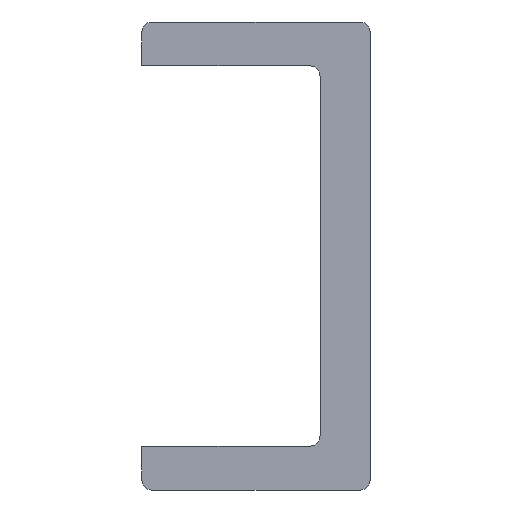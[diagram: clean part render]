
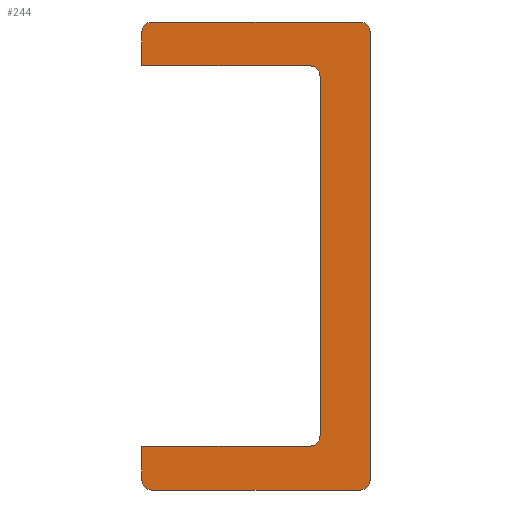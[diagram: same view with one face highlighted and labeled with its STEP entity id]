
A CAD part, front view. The second image highlights one B-rep face of the part: STEP entity #244.
In plain terms, the highlighted planar face has unit normal (0, -1, 0).
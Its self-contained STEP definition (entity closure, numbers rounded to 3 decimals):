
#244 = ADVANCED_FACE( '', ( #601 ), #602, .F. );
#601 = FACE_OUTER_BOUND( '', #1036, .T. );
#602 = PLANE( '', #1037 );
#1036 = EDGE_LOOP( '', ( #1633, #1634, #1635, #1636, #1637, #1638, #1639, #1640, #1641, #1642, #1643, #1644, #1645, #1646 ) );
#1037 = AXIS2_PLACEMENT_3D( '', #1647, #1648, #1649 );
#1633 = ORIENTED_EDGE( '', *, *, #2059, .F. );
#1634 = ORIENTED_EDGE( '', *, *, #2007, .T. );
#1635 = ORIENTED_EDGE( '', *, *, #1992, .F. );
#1636 = ORIENTED_EDGE( '', *, *, #2060, .T. );
#1637 = ORIENTED_EDGE( '', *, *, #2061, .F. );
#1638 = ORIENTED_EDGE( '', *, *, #2062, .F. );
#1639 = ORIENTED_EDGE( '', *, *, #1864, .F. );
#1640 = ORIENTED_EDGE( '', *, *, #1949, .F. );
#1641 = ORIENTED_EDGE( '', *, *, #2026, .F. );
#1642 = ORIENTED_EDGE( '', *, *, #2063, .F. );
#1643 = ORIENTED_EDGE( '', *, *, #2012, .F. );
#1644 = ORIENTED_EDGE( '', *, *, #1961, .T. );
#1645 = ORIENTED_EDGE( '', *, *, #2042, .F. );
#1646 = ORIENTED_EDGE( '', *, *, #1909, .T. );
#1647 = CARTESIAN_POINT( '', ( -10.5, 0., 21.5 ) );
#1648 = DIRECTION( '', ( 0., 1., 0. ) );
#1649 = DIRECTION( '', ( 0., 0., 1. ) );
#1864 = EDGE_CURVE( '', #2114, #2115, #2116, .T. );
#1909 = EDGE_CURVE( '', #2191, #2189, #2192, .F. );
#1949 = EDGE_CURVE( '', #2267, #2114, #2268, .T. );
#1961 = EDGE_CURVE( '', #2287, #2285, #2288, .F. );
#1992 = EDGE_CURVE( '', #2335, #2336, #2337, .T. );
#2007 = EDGE_CURVE( '', #2360, #2336, #2361, .F. );
#2012 = EDGE_CURVE( '', #2287, #2367, #2368, .T. );
#2026 = EDGE_CURVE( '', #2386, #2267, #2387, .T. );
#2042 = EDGE_CURVE( '', #2191, #2285, #2410, .T. );
#2059 = EDGE_CURVE( '', #2360, #2189, #2432, .T. );
#2060 = EDGE_CURVE( '', #2335, #2433, #2434, .F. );
#2061 = EDGE_CURVE( '', #2435, #2433, #2436, .T. );
#2062 = EDGE_CURVE( '', #2115, #2435, #2437, .T. );
#2063 = EDGE_CURVE( '', #2367, #2386, #2438, .T. );
#2114 = VERTEX_POINT( '', #2504 );
#2115 = VERTEX_POINT( '', #2505 );
#2116 = CIRCLE( '', #2506, 1. );
#2189 = VERTEX_POINT( '', #2581 );
#2191 = VERTEX_POINT( '', #2584 );
#2192 = CIRCLE( '', #2585, 0.9 );
#2267 = VERTEX_POINT( '', #2661 );
#2268 = LINE( '', #2662, #2663 );
#2285 = VERTEX_POINT( '', #2682 );
#2287 = VERTEX_POINT( '', #2685 );
#2288 = CIRCLE( '', #2686, 0.9 );
#2335 = VERTEX_POINT( '', #2734 );
#2336 = VERTEX_POINT( '', #2735 );
#2337 = LINE( '', #2736, #2737 );
#2360 = VERTEX_POINT( '', #2763 );
#2361 = CIRCLE( '', #2764, 0.9 );
#2367 = VERTEX_POINT( '', #2772 );
#2368 = LINE( '', #2773, #2774 );
#2386 = VERTEX_POINT( '', #2793 );
#2387 = CIRCLE( '', #2794, 1. );
#2410 = LINE( '', #2819, #2820 );
#2432 = LINE( '', #2846, #2847 );
#2433 = VERTEX_POINT( '', #2848 );
#2434 = CIRCLE( '', #2849, 0.9 );
#2435 = VERTEX_POINT( '', #2850 );
#2436 = LINE( '', #2851, #2852 );
#2437 = LINE( '', #2853, #2854 );
#2438 = LINE( '', #2855, #2856 );
#2504 = CARTESIAN_POINT( '', ( 5.9, 0., 16.5 ) );
#2505 = CARTESIAN_POINT( '', ( 4.9, 0., 17.5 ) );
#2506 = AXIS2_PLACEMENT_3D( '', #2924, #2925, #2926 );
#2581 = CARTESIAN_POINT( '', ( 10.5, 0., -20.6 ) );
#2584 = CARTESIAN_POINT( '', ( 9.6, 0., -21.5 ) );
#2585 = AXIS2_PLACEMENT_3D( '', #3011, #3012, #3013 );
#2661 = CARTESIAN_POINT( '', ( 5.9, 0., -16.5 ) );
#2662 = CARTESIAN_POINT( '', ( 5.9, 0., 16.5 ) );
#2663 = VECTOR( '', #3120, 1000. );
#2682 = CARTESIAN_POINT( '', ( -9.6, 0., -21.5 ) );
#2685 = CARTESIAN_POINT( '', ( -10.5, 0., -20.6 ) );
#2686 = AXIS2_PLACEMENT_3D( '', #3136, #3137, #3138 );
#2734 = CARTESIAN_POINT( '', ( -9.6, 0., 21.5 ) );
#2735 = CARTESIAN_POINT( '', ( 9.6, 0., 21.5 ) );
#2736 = CARTESIAN_POINT( '', ( -10.5, 0., 21.5 ) );
#2737 = VECTOR( '', #3188, 1000. );
#2763 = CARTESIAN_POINT( '', ( 10.5, 0., 20.6 ) );
#2764 = AXIS2_PLACEMENT_3D( '', #3210, #3211, #3212 );
#2772 = CARTESIAN_POINT( '', ( -10.5, 0., -17.5 ) );
#2773 = CARTESIAN_POINT( '', ( -10.5, 0., -21.5 ) );
#2774 = VECTOR( '', #3215, 1000. );
#2793 = CARTESIAN_POINT( '', ( 4.9, 0., -17.5 ) );
#2794 = AXIS2_PLACEMENT_3D( '', #3229, #3230, #3231 );
#2819 = CARTESIAN_POINT( '', ( 10.5, 0., -21.5 ) );
#2820 = VECTOR( '', #3255, 1000. );
#2846 = CARTESIAN_POINT( '', ( 10.5, 0., 21.5 ) );
#2847 = VECTOR( '', #3272, 1000. );
#2848 = CARTESIAN_POINT( '', ( -10.5, 0., 20.6 ) );
#2849 = AXIS2_PLACEMENT_3D( '', #3273, #3274, #3275 );
#2850 = CARTESIAN_POINT( '', ( -10.5, 0., 17.5 ) );
#2851 = CARTESIAN_POINT( '', ( -10.5, 0., -21.5 ) );
#2852 = VECTOR( '', #3276, 1000. );
#2853 = CARTESIAN_POINT( '', ( 4.9, 0., 17.5 ) );
#2854 = VECTOR( '', #3277, 1000. );
#2855 = CARTESIAN_POINT( '', ( 4.9, 0., -17.5 ) );
#2856 = VECTOR( '', #3278, 1000. );
#2924 = CARTESIAN_POINT( '', ( 4.9, 0., 16.5 ) );
#2925 = DIRECTION( '', ( 0., -1., 0. ) );
#2926 = DIRECTION( '', ( -1., 0., 0. ) );
#3011 = CARTESIAN_POINT( '', ( 9.6, 0., -20.6 ) );
#3012 = DIRECTION( '', ( 0., 1., 0. ) );
#3013 = DIRECTION( '', ( 0., 0., 1. ) );
#3120 = DIRECTION( '', ( 0., 0., 1. ) );
#3136 = CARTESIAN_POINT( '', ( -9.6, 0., -20.6 ) );
#3137 = DIRECTION( '', ( 0., 1., 0. ) );
#3138 = DIRECTION( '', ( 0., 0., 1. ) );
#3188 = DIRECTION( '', ( 1., 0., 0. ) );
#3210 = CARTESIAN_POINT( '', ( 9.6, 0., 20.6 ) );
#3211 = DIRECTION( '', ( 0., 1., 0. ) );
#3212 = DIRECTION( '', ( 0., 0., 1. ) );
#3215 = DIRECTION( '', ( 0., 0., 1. ) );
#3229 = CARTESIAN_POINT( '', ( 4.9, 0., -16.5 ) );
#3230 = DIRECTION( '', ( 0., -1., 0. ) );
#3231 = DIRECTION( '', ( -1., 0., 0. ) );
#3255 = DIRECTION( '', ( -1., 0., 0. ) );
#3272 = DIRECTION( '', ( 0., 0., -1. ) );
#3273 = CARTESIAN_POINT( '', ( -9.6, 0., 20.6 ) );
#3274 = DIRECTION( '', ( 0., 1., 0. ) );
#3275 = DIRECTION( '', ( 0., 0., 1. ) );
#3276 = DIRECTION( '', ( 0., 0., 1. ) );
#3277 = DIRECTION( '', ( -1., 0., 0. ) );
#3278 = DIRECTION( '', ( 1., 0., 0. ) );
